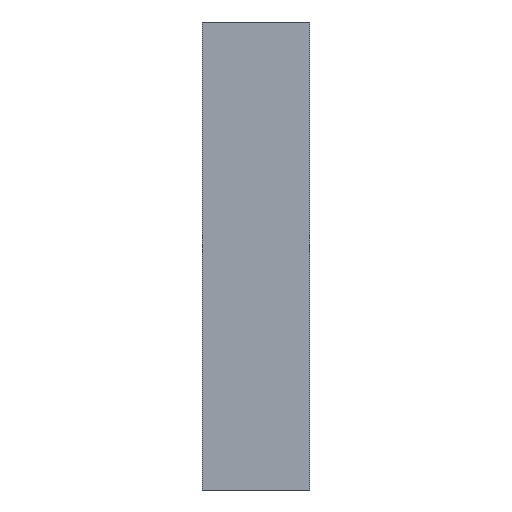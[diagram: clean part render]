
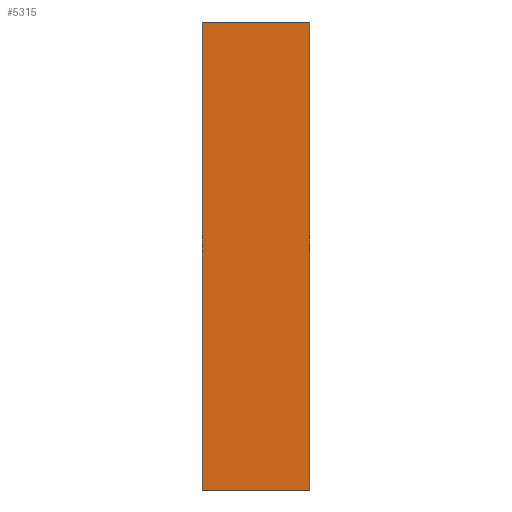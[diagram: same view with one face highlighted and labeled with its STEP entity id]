
A CAD part, left-side view. The second image highlights one B-rep face of the part: STEP entity #5315.
In plain terms, the highlighted planar face has unit normal (-1, 0, 0).
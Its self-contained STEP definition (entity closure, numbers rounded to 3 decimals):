
#83 = LINE ( 'NONE', #13660, #13674 ) ;
#1030 = VECTOR ( 'NONE', #10133, 1000. ) ;
#2224 = VECTOR ( 'NONE', #5143, 1000. ) ;
#2281 = CARTESIAN_POINT ( 'NONE',  ( -27.25, 25., 54.5 ) ) ;
#2906 = VECTOR ( 'NONE', #12030, 1000. ) ;
#2937 = VERTEX_POINT ( 'NONE', #2281 ) ;
#2944 = ORIENTED_EDGE ( 'NONE', *, *, #10541, .F. ) ;
#3865 = LINE ( 'NONE', #17038, #2224 ) ;
#4374 = PLANE ( 'NONE',  #11191 ) ;
#4635 = ORIENTED_EDGE ( 'NONE', *, *, #10156, .T. ) ;
#5143 = DIRECTION ( 'NONE',  ( 0., 0., 1. ) ) ;
#5315 = ADVANCED_FACE ( 'NONE', ( #5496 ), #4374, .F. ) ;
#5496 = FACE_OUTER_BOUND ( 'NONE', #6187, .T. ) ;
#6187 = EDGE_LOOP ( 'NONE', ( #9819, #2944, #12181, #4635 ) ) ;
#6345 = CARTESIAN_POINT ( 'NONE',  ( -27.25, 0., 54.5 ) ) ;
#7045 = DIRECTION ( 'NONE',  ( 0., 0., -1. ) ) ;
#7656 = CARTESIAN_POINT ( 'NONE',  ( -27.25, 25., -54.5 ) ) ;
#8773 = VERTEX_POINT ( 'NONE', #12591 ) ;
#9819 = ORIENTED_EDGE ( 'NONE', *, *, #16558, .T. ) ;
#9950 = LINE ( 'NONE', #7656, #1030 ) ;
#10133 = DIRECTION ( 'NONE',  ( 0., -1., 0. ) ) ;
#10156 = EDGE_CURVE ( 'NONE', #8773, #13845, #9950, .T. ) ;
#10541 = EDGE_CURVE ( 'NONE', #2937, #11331, #83, .T. ) ;
#11191 = AXIS2_PLACEMENT_3D ( 'NONE', #16458, #13738, #7045 ) ;
#11331 = VERTEX_POINT ( 'NONE', #6345 ) ;
#12030 = DIRECTION ( 'NONE',  ( 0., 0., 1. ) ) ;
#12181 = ORIENTED_EDGE ( 'NONE', *, *, #13784, .F. ) ;
#12591 = CARTESIAN_POINT ( 'NONE',  ( -27.25, 25., -54.5 ) ) ;
#13660 = CARTESIAN_POINT ( 'NONE',  ( -27.25, 25., 54.5 ) ) ;
#13674 = VECTOR ( 'NONE', #16335, 1000. ) ;
#13738 = DIRECTION ( 'NONE',  ( 1., 0., 0. ) ) ;
#13784 = EDGE_CURVE ( 'NONE', #8773, #2937, #16367, .T. ) ;
#13845 = VERTEX_POINT ( 'NONE', #15304 ) ;
#15304 = CARTESIAN_POINT ( 'NONE',  ( -27.25, 0., -54.5 ) ) ;
#15961 = CARTESIAN_POINT ( 'NONE',  ( -27.25, 25., -54.5 ) ) ;
#16335 = DIRECTION ( 'NONE',  ( 0., -1., 0. ) ) ;
#16367 = LINE ( 'NONE', #15961, #2906 ) ;
#16458 = CARTESIAN_POINT ( 'NONE',  ( -27.25, 25., -54.5 ) ) ;
#16558 = EDGE_CURVE ( 'NONE', #13845, #11331, #3865, .T. ) ;
#17038 = CARTESIAN_POINT ( 'NONE',  ( -27.25, 0., -54.5 ) ) ;
